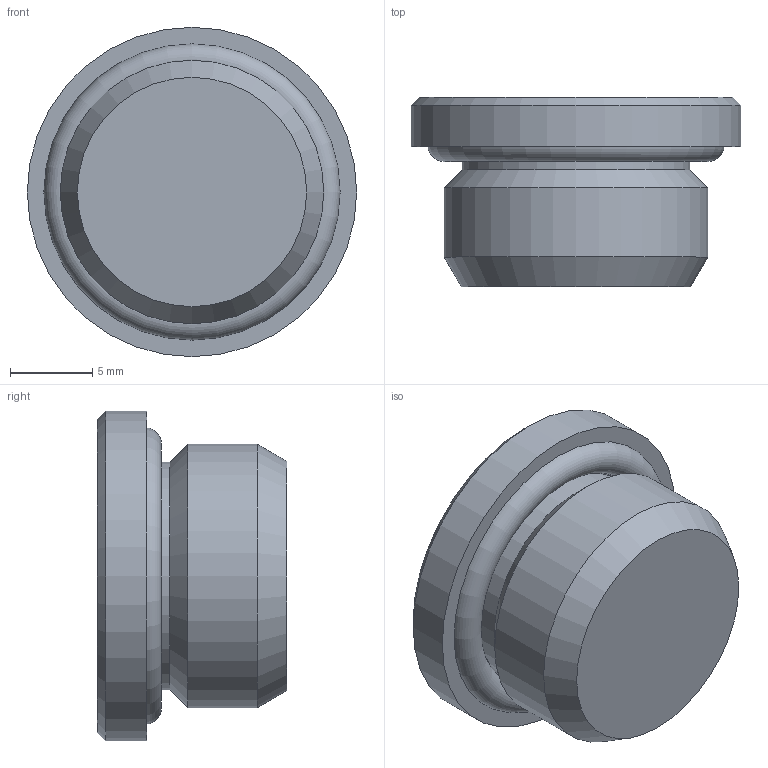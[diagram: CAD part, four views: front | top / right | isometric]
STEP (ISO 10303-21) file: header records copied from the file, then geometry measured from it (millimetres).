
FILE_DESCRIPTION(( 'RAF.46.00.M16X1.5.stp' ), '1');
FILE_NAME( 'RAF.46.00.M16X1.5.stp', '2021-02-19T15:58:13',( 'Sopra'),('sopra-pneumatic.com'), 'SwSTEP 2.0','SolidWorks 2009','' );
FILE_SCHEMA( ( 'CONFIG_CONTROL_DESIGN' ) );
Length unit declared in the file: millimetre
Products named in the file (1): Rivoluzione1
Bounding box: 20 x 11.5 x 20 mm (x, y, z)
Volume: 2146.2 mm3; surface area: 1478.9 mm2
Topology: 1 solids, 1 shells, 32 faces, 81 edges, 53 vertices
Faces by surface type: plane 22, cone 5, cylinder 4, torus 1
Full cylindrical faces by diameter (mm): 8.15 x1, 13.8 x1, 16 x1, 20 x1
Entity records: 984 total; most frequent: CARTESIAN_POINT 238, DIRECTION 144, ORIENTED_EDGE 132, EDGE_CURVE 66, AXIS2_PLACEMENT_3D 57, VERTEX_POINT 49, EDGE_LOOP 44, FACE_OUTER_BOUND 37
